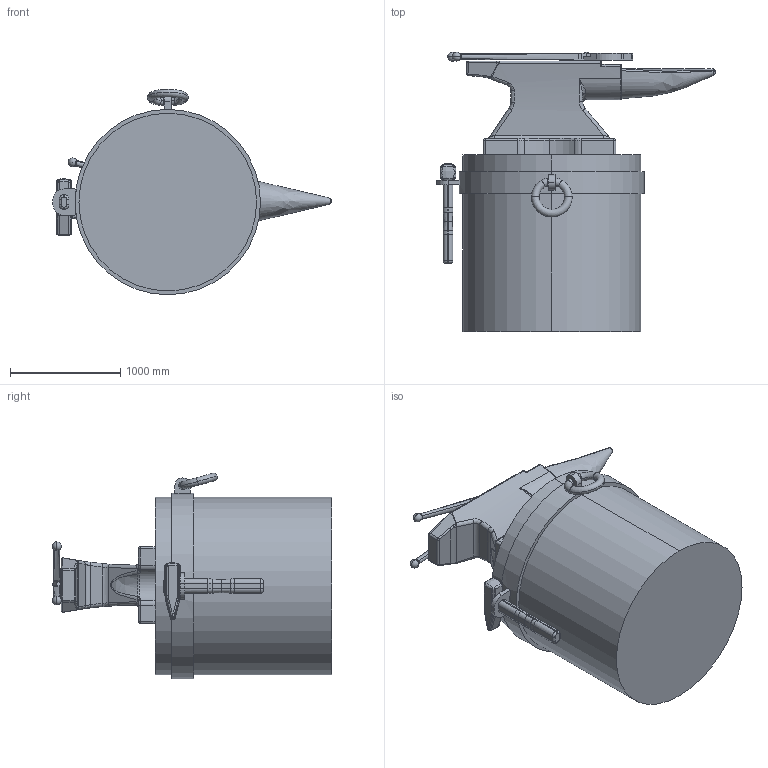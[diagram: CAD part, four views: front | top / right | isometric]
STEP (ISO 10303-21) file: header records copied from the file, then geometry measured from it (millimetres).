
FILE_DESCRIPTION (( 'STEP AP214' ), '1' );
FILE_NAME ('Ñáîðêà1.STEP', '2019-04-29T12:29:18', ( 'AlexHome' ), ( '' ), 'SwSTEP 2.0', 'SolidWorks 2017', '' );
FILE_SCHEMA (( 'AUTOMOTIVE_DESIGN' ));
Length unit declared in the file: millimetre
Products named in the file (7): 栖闉罻1; ﾄ褪5; ﾄ褪4; ﾄ褪3; ﾄ褪2; ﾄ褪1; ﾄ褪0
Assembly tree (7 placements, depth 2):
  栖闉罻1
    ﾄ褪0
    ﾄ褪1
    ﾄ褪2
    ﾄ褪3
    ﾄ褪4  x2
    ﾄ褪5
Bounding box: 2519.05 x 2530 x 1862.68 mm (x, y, z)
Volume: 3752131071.9 mm3; surface area: 19262958.5 mm2
Topology: 7 solids, 7 shells, 526 faces, 1269 edges, 751 vertices
Faces by surface type: cylinder 187, plane 118, bspline 110, torus 75, sphere 28, cone 8
Entity records: 24725 total; most frequent: CARTESIAN_POINT 13069, ORIENTED_EDGE 2232, DIRECTION 2199, EDGE_CURVE 1116, AXIS2_PLACEMENT_3D 914, VERTEX_POINT 658, CIRCLE 527, EDGE_LOOP 494
